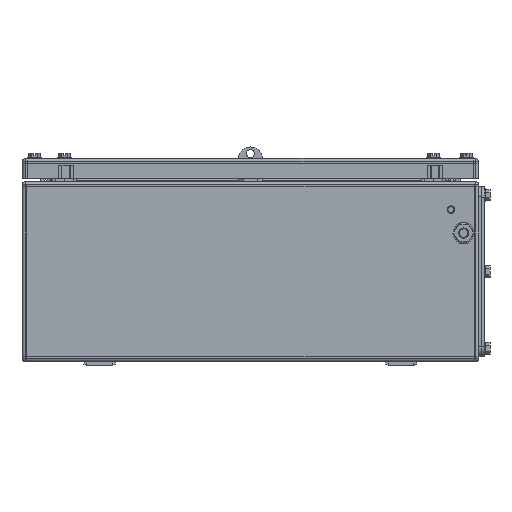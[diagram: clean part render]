
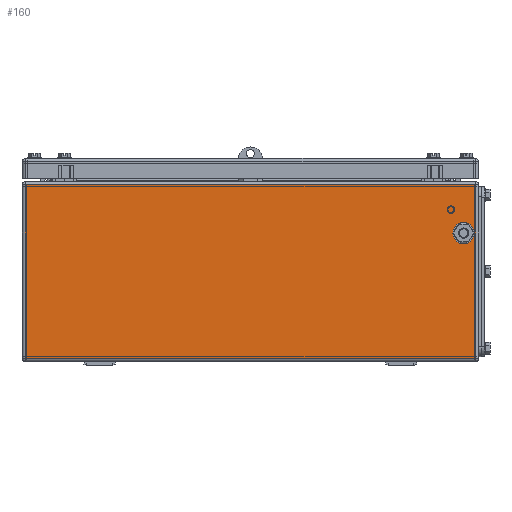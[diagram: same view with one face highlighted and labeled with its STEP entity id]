
A CAD part, left-side view. The second image highlights one B-rep face of the part: STEP entity #160.
In plain terms, the highlighted planar face has unit normal (-1, 0, 0).
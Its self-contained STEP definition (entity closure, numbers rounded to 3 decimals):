
#86=AXIS2_PLACEMENT_3D('Circle Axis2P3D',#84,#85,$) ;
#106=AXIS2_PLACEMENT_3D('Plane Axis2P3D',#103,#104,#105) ;
#144=AXIS2_PLACEMENT_3D('Circle Axis2P3D',#142,#143,$) ;
#50=CARTESIAN_POINT('Vertex',(25.5,20.85,125.04)) ;
#53=CARTESIAN_POINT('Line Origine',(25.5,20.85,130.)) ;
#57=CARTESIAN_POINT('Vertex',(25.5,20.85,134.96)) ;
#84=CARTESIAN_POINT('Axis2P3D Location',(25.5,26.,130.)) ;
#88=CARTESIAN_POINT('Vertex',(25.5,31.15,134.96)) ;
#103=CARTESIAN_POINT('Axis2P3D Location',(25.5,11.,3.5)) ;
#108=CARTESIAN_POINT('Line Origine',(25.5,458.,92.)) ;
#112=CARTESIAN_POINT('Vertex',(25.5,458.,6.5)) ;
#114=CARTESIAN_POINT('Vertex',(25.5,458.,177.5)) ;
#117=CARTESIAN_POINT('Line Origine',(25.5,236.,6.5)) ;
#121=CARTESIAN_POINT('Vertex',(25.5,14.,6.5)) ;
#124=CARTESIAN_POINT('Line Origine',(25.5,14.,92.)) ;
#128=CARTESIAN_POINT('Vertex',(25.5,14.,177.5)) ;
#131=CARTESIAN_POINT('Line Origine',(25.5,236.,177.5)) ;
#142=CARTESIAN_POINT('Axis2P3D Location',(25.5,26.,130.)) ;
#146=CARTESIAN_POINT('Vertex',(25.5,31.15,125.04)) ;
#149=CARTESIAN_POINT('Line Origine',(25.5,31.15,130.)) ;
#54=DIRECTION('Vector Direction',(0.,0.,-1.)) ;
#85=DIRECTION('Axis2P3D Direction',(-1.,0.,0.)) ;
#104=DIRECTION('Axis2P3D Direction',(1.,0.,0.)) ;
#105=DIRECTION('Axis2P3D XDirection',(0.,1.,0.)) ;
#109=DIRECTION('Vector Direction',(0.,0.,1.)) ;
#118=DIRECTION('Vector Direction',(0.,-1.,0.)) ;
#125=DIRECTION('Vector Direction',(0.,0.,1.)) ;
#132=DIRECTION('Vector Direction',(0.,1.,0.)) ;
#143=DIRECTION('Axis2P3D Direction',(1.,0.,0.)) ;
#150=DIRECTION('Vector Direction',(0.,0.,1.)) ;
#55=VECTOR('Line Direction',#54,1.) ;
#110=VECTOR('Line Direction',#109,1.) ;
#119=VECTOR('Line Direction',#118,1.) ;
#126=VECTOR('Line Direction',#125,1.) ;
#133=VECTOR('Line Direction',#132,1.) ;
#151=VECTOR('Line Direction',#150,1.) ;
#137=ORIENTED_EDGE('',*,*,#116,.F.) ;
#138=ORIENTED_EDGE('',*,*,#123,.F.) ;
#139=ORIENTED_EDGE('',*,*,#130,.T.) ;
#140=ORIENTED_EDGE('',*,*,#135,.F.) ;
#155=ORIENTED_EDGE('',*,*,#148,.F.) ;
#156=ORIENTED_EDGE('',*,*,#153,.F.) ;
#157=ORIENTED_EDGE('',*,*,#90,.F.) ;
#158=ORIENTED_EDGE('',*,*,#59,.F.) ;
#159=FACE_BOUND('',#154,.T.) ;
#160=ADVANCED_FACE('ZUB_KTB_MH_450x620x200_1GP_AllCATPart.1\\ZUB_GH_KTB_MH_260x350x200_1GP.1\\GH_KTB_MH_550x350x200_1GP.1\\Koerper.2',(#141,#159),#107,.F.) ;
#87=CIRCLE('generated circle',#86,7.15) ;
#145=CIRCLE('generated circle',#144,7.15) ;
#59=EDGE_CURVE('',#51,#58,#56,.F.) ;
#90=EDGE_CURVE('',#58,#89,#87,.T.) ;
#116=EDGE_CURVE('',#113,#115,#111,.T.) ;
#123=EDGE_CURVE('',#122,#113,#120,.F.) ;
#130=EDGE_CURVE('',#122,#129,#127,.T.) ;
#135=EDGE_CURVE('',#115,#129,#134,.F.) ;
#148=EDGE_CURVE('',#147,#51,#145,.F.) ;
#153=EDGE_CURVE('',#89,#147,#152,.F.) ;
#136=EDGE_LOOP('',(#137,#138,#139,#140)) ;
#154=EDGE_LOOP('',(#155,#156,#157,#158)) ;
#141=FACE_OUTER_BOUND('',#136,.T.) ;
#56=LINE('Line',#53,#55) ;
#111=LINE('Line',#108,#110) ;
#120=LINE('Line',#117,#119) ;
#127=LINE('Line',#124,#126) ;
#134=LINE('Line',#131,#133) ;
#152=LINE('Line',#149,#151) ;
#107=PLANE('',#106) ;
#51=VERTEX_POINT('',#50) ;
#58=VERTEX_POINT('',#57) ;
#89=VERTEX_POINT('',#88) ;
#113=VERTEX_POINT('',#112) ;
#115=VERTEX_POINT('',#114) ;
#122=VERTEX_POINT('',#121) ;
#129=VERTEX_POINT('',#128) ;
#147=VERTEX_POINT('',#146) ;
